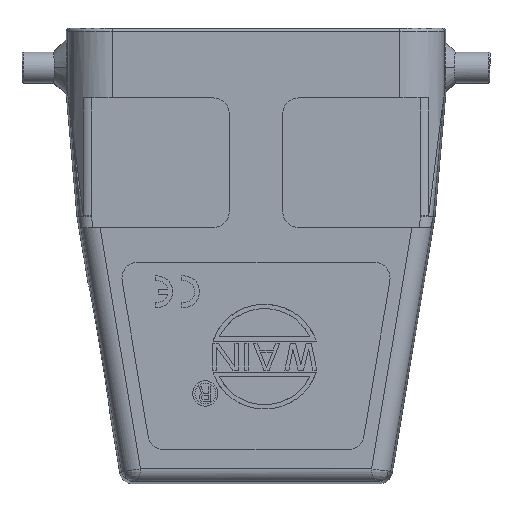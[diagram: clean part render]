
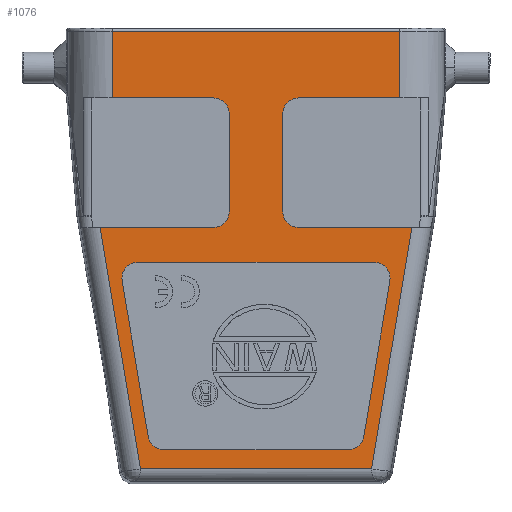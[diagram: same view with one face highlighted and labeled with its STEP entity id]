
A CAD part, front view. The second image highlights one B-rep face of the part: STEP entity #1076.
In plain terms, the highlighted planar face has unit normal (0, -1, 0).
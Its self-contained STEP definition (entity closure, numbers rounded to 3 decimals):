
#443=CIRCLE('',#7653,2.5);
#562=CIRCLE('',#7989,2.5);
#565=CIRCLE('',#7994,2.5);
#601=CIRCLE('',#8091,2.5);
#604=CIRCLE('',#8097,2.5);
#605=CIRCLE('',#8099,2.5);
#606=CIRCLE('',#8100,2.5);
#607=CIRCLE('',#8101,2.5);
#673=FACE_BOUND('',#2164,.T.);
#674=FACE_BOUND('',#2165,.T.);
#1076=ADVANCED_FACE('',(#673,#674),#1332,.F.);
#1332=PLANE('',#8102);
#2164=EDGE_LOOP('',(#4152,#4153,#4154,#4155,#4156,#4157,#4158,#4159));
#2165=EDGE_LOOP('',(#4160,#4161,#4162,#4163,#4164,#4165,#4166,#4167,#4168,
#4169,#4170,#4171,#4172,#4173,#4174,#4175));
#4152=ORIENTED_EDGE('',*,*,#6121,.F.);
#4153=ORIENTED_EDGE('',*,*,#5335,.F.);
#4154=ORIENTED_EDGE('',*,*,#6122,.F.);
#4155=ORIENTED_EDGE('',*,*,#6123,.F.);
#4156=ORIENTED_EDGE('',*,*,#6124,.F.);
#4157=ORIENTED_EDGE('',*,*,#6125,.F.);
#4158=ORIENTED_EDGE('',*,*,#6126,.F.);
#4159=ORIENTED_EDGE('',*,*,#6127,.F.);
#4160=ORIENTED_EDGE('',*,*,#6118,.F.);
#4161=ORIENTED_EDGE('',*,*,#6113,.F.);
#4162=ORIENTED_EDGE('',*,*,#6111,.F.);
#4163=ORIENTED_EDGE('',*,*,#6108,.F.);
#4164=ORIENTED_EDGE('',*,*,#6106,.T.);
#4165=ORIENTED_EDGE('',*,*,#5959,.F.);
#4166=ORIENTED_EDGE('',*,*,#5947,.F.);
#4167=ORIENTED_EDGE('',*,*,#5945,.F.);
#4168=ORIENTED_EDGE('',*,*,#5940,.F.);
#4169=ORIENTED_EDGE('',*,*,#5941,.F.);
#4170=ORIENTED_EDGE('',*,*,#5935,.F.);
#4171=ORIENTED_EDGE('',*,*,#5933,.T.);
#4172=ORIENTED_EDGE('',*,*,#5926,.T.);
#4173=ORIENTED_EDGE('',*,*,#6094,.T.);
#4174=ORIENTED_EDGE('',*,*,#6092,.F.);
#4175=ORIENTED_EDGE('',*,*,#6120,.F.);
#4552=VERTEX_POINT('',#10677);
#4554=VERTEX_POINT('',#10680);
#4948=VERTEX_POINT('',#13402);
#4952=VERTEX_POINT('',#13411);
#4955=VERTEX_POINT('',#13422);
#4957=VERTEX_POINT('',#13428);
#4958=VERTEX_POINT('',#13432);
#4961=VERTEX_POINT('',#13437);
#4963=VERTEX_POINT('',#13448);
#4964=VERTEX_POINT('',#13452);
#4972=VERTEX_POINT('',#13618);
#5045=VERTEX_POINT('',#14354);
#5047=VERTEX_POINT('',#14358);
#5053=VERTEX_POINT('',#14764);
#5054=VERTEX_POINT('',#14771);
#5056=VERTEX_POINT('',#14784);
#5057=VERTEX_POINT('',#14788);
#5059=VERTEX_POINT('',#14794);
#5061=VERTEX_POINT('',#14804);
#5062=VERTEX_POINT('',#14806);
#5063=VERTEX_POINT('',#14808);
#5064=VERTEX_POINT('',#14810);
#5065=VERTEX_POINT('',#14812);
#5066=VERTEX_POINT('',#14814);
#5335=EDGE_CURVE('',#4552,#4554,#443,.T.);
#5926=EDGE_CURVE('',#4952,#4948,#6734,.T.);
#5933=EDGE_CURVE('',#4955,#4952,#6736,.T.);
#5935=EDGE_CURVE('',#4955,#4957,#6738,.T.);
#5940=EDGE_CURVE('',#4961,#4958,#6743,.T.);
#5941=EDGE_CURVE('',#4957,#4961,#562,.T.);
#5945=EDGE_CURVE('',#4958,#4963,#565,.T.);
#5947=EDGE_CURVE('',#4963,#4964,#6746,.T.);
#5959=EDGE_CURVE('',#4964,#4972,#6747,.T.);
#6092=EDGE_CURVE('',#5047,#5045,#6808,.T.);
#6094=EDGE_CURVE('',#4948,#5045,#6809,.T.);
#6106=EDGE_CURVE('',#5053,#4972,#6812,.T.);
#6108=EDGE_CURVE('',#5053,#5054,#6813,.T.);
#6111=EDGE_CURVE('',#5054,#5056,#6815,.T.);
#6113=EDGE_CURVE('',#5056,#5057,#601,.T.);
#6118=EDGE_CURVE('',#5057,#5059,#6820,.T.);
#6120=EDGE_CURVE('',#5059,#5047,#604,.T.);
#6121=EDGE_CURVE('',#4554,#5061,#6821,.T.);
#6122=EDGE_CURVE('',#5062,#4552,#6822,.T.);
#6123=EDGE_CURVE('',#5063,#5062,#605,.T.);
#6124=EDGE_CURVE('',#5064,#5063,#6823,.T.);
#6125=EDGE_CURVE('',#5065,#5064,#606,.T.);
#6126=EDGE_CURVE('',#5066,#5065,#6824,.T.);
#6127=EDGE_CURVE('',#5061,#5066,#607,.T.);
#6734=LINE('',#13410,#7422);
#6736=LINE('',#13423,#7424);
#6738=LINE('',#13427,#7426);
#6743=LINE('',#13438,#7431);
#6746=LINE('',#13451,#7434);
#6747=LINE('',#13617,#7435);
#6808=LINE('',#14359,#7496);
#6809=LINE('',#14391,#7497);
#6812=LINE('',#14763,#7500);
#6813=LINE('',#14770,#7501);
#6815=LINE('',#14783,#7503);
#6820=LINE('',#14797,#7508);
#6821=LINE('',#14803,#7509);
#6822=LINE('',#14805,#7510);
#6823=LINE('',#14809,#7511);
#6824=LINE('',#14813,#7512);
#7422=VECTOR('',#9544,1.);
#7424=VECTOR('',#9560,1.);
#7426=VECTOR('',#9564,1.);
#7431=VECTOR('',#9571,1.);
#7434=VECTOR('',#9590,1.);
#7435=VECTOR('',#9595,1.);
#7496=VECTOR('',#9828,1.);
#7497=VECTOR('',#9831,1.);
#7500=VECTOR('',#9840,1.);
#7501=VECTOR('',#9843,1.);
#7503=VECTOR('',#9847,1.);
#7508=VECTOR('',#9860,1.);
#7509=VECTOR('',#9871,1.);
#7510=VECTOR('',#9872,1.);
#7511=VECTOR('',#9875,1.);
#7512=VECTOR('',#9878,1.);
#7653=AXIS2_PLACEMENT_3D('',#10679,#8549,#8550);
#7989=AXIS2_PLACEMENT_3D('',#13440,#9574,#9575);
#7994=AXIS2_PLACEMENT_3D('',#13447,#9585,#9586);
#8091=AXIS2_PLACEMENT_3D('',#14787,#9851,#9852);
#8097=AXIS2_PLACEMENT_3D('',#14801,#9867,#9868);
#8099=AXIS2_PLACEMENT_3D('',#14807,#9873,#9874);
#8100=AXIS2_PLACEMENT_3D('',#14811,#9876,#9877);
#8101=AXIS2_PLACEMENT_3D('',#14815,#9879,#9880);
#8102=AXIS2_PLACEMENT_3D('',#14816,#9881,#9882);
#8549=DIRECTION('',(0.,-1.,0.));
#8550=DIRECTION('',(-0.986,0.,-0.165));
#9544=DIRECTION('',(-1.,0.,0.));
#9560=DIRECTION('',(0.,0.,1.));
#9564=DIRECTION('',(-1.,0.,0.));
#9571=DIRECTION('',(0.,0.,-1.));
#9574=DIRECTION('',(0.,-1.,0.));
#9575=DIRECTION('',(0.,0.,1.));
#9585=DIRECTION('',(0.,-1.,0.));
#9586=DIRECTION('',(-1.,0.,0.));
#9590=DIRECTION('',(1.,0.,0.));
#9595=DIRECTION('',(-0.165,0.,-0.986));
#9828=DIRECTION('',(-1.,0.,0.));
#9831=DIRECTION('',(0.,0.,-1.));
#9840=DIRECTION('',(1.,0.,0.));
#9843=DIRECTION('',(-0.165,0.,0.986));
#9847=DIRECTION('',(1.,0.,0.));
#9851=DIRECTION('',(0.,-1.,0.));
#9852=DIRECTION('',(0.,0.,-1.));
#9860=DIRECTION('',(0.,0.,1.));
#9867=DIRECTION('',(0.,-1.,0.));
#9868=DIRECTION('',(1.,0.,0.));
#9871=DIRECTION('',(1.,0.,0.));
#9872=DIRECTION('',(0.165,0.,-0.986));
#9873=DIRECTION('',(0.,-1.,0.));
#9874=DIRECTION('',(0.,0.,1.));
#9875=DIRECTION('',(-1.,0.,0.));
#9876=DIRECTION('',(0.,-1.,0.));
#9877=DIRECTION('',(0.986,0.,-0.165));
#9878=DIRECTION('',(0.165,0.,0.986));
#9879=DIRECTION('',(0.,-1.,0.));
#9880=DIRECTION('',(0.,0.,-1.));
#9881=DIRECTION('',(0.,1.,0.));
#9882=DIRECTION('',(0.,0.,1.));
#10677=CARTESIAN_POINT('',(-17.049,-21.5,-64.537));
#10679=CARTESIAN_POINT('',(-14.583,-21.5,-64.125));
#10680=CARTESIAN_POINT('',(-14.583,-21.5,-66.625));
#13402=CARTESIAN_POINT('',(-22.746,-21.5,-0.5));
#13410=CARTESIAN_POINT('',(22.746,-21.5,-0.5));
#13411=CARTESIAN_POINT('',(22.746,-21.5,-0.5));
#13422=CARTESIAN_POINT('',(22.746,-21.5,-11.));
#13423=CARTESIAN_POINT('',(22.746,-21.5,-11.));
#13427=CARTESIAN_POINT('',(22.746,-21.5,-11.));
#13428=CARTESIAN_POINT('',(6.75,-21.5,-11.));
#13432=CARTESIAN_POINT('',(4.25,-21.5,-29.));
#13437=CARTESIAN_POINT('',(4.25,-21.5,-13.5));
#13438=CARTESIAN_POINT('',(4.25,-21.5,-13.5));
#13440=CARTESIAN_POINT('',(6.75,-21.5,-13.5));
#13447=CARTESIAN_POINT('',(6.75,-21.5,-29.));
#13448=CARTESIAN_POINT('',(6.75,-21.5,-31.5));
#13451=CARTESIAN_POINT('',(6.75,-21.5,-31.5));
#13452=CARTESIAN_POINT('',(24.658,-21.5,-31.5));
#13617=CARTESIAN_POINT('',(24.658,-21.5,-31.5));
#13618=CARTESIAN_POINT('',(18.272,-21.5,-69.659));
#14354=CARTESIAN_POINT('',(-22.746,-21.5,-11.));
#14358=CARTESIAN_POINT('',(-6.75,-21.5,-11.));
#14359=CARTESIAN_POINT('',(-6.75,-21.5,-11.));
#14391=CARTESIAN_POINT('',(-22.746,-21.5,-0.5));
#14763=CARTESIAN_POINT('',(-18.272,-21.5,-69.659));
#14764=CARTESIAN_POINT('',(-18.272,-21.5,-69.659));
#14770=CARTESIAN_POINT('',(-18.272,-21.5,-69.659));
#14771=CARTESIAN_POINT('',(-24.658,-21.5,-31.5));
#14783=CARTESIAN_POINT('',(-24.658,-21.5,-31.5));
#14784=CARTESIAN_POINT('',(-6.75,-21.5,-31.5));
#14787=CARTESIAN_POINT('',(-6.75,-21.5,-29.));
#14788=CARTESIAN_POINT('',(-4.25,-21.5,-29.));
#14794=CARTESIAN_POINT('',(-4.25,-21.5,-13.5));
#14797=CARTESIAN_POINT('',(-4.25,-21.5,-29.));
#14801=CARTESIAN_POINT('',(-6.75,-21.5,-13.5));
#14803=CARTESIAN_POINT('',(-14.583,-21.5,-66.625));
#14804=CARTESIAN_POINT('',(14.583,-21.5,-66.625));
#14805=CARTESIAN_POINT('',(-21.17,-21.5,-39.913));
#14806=CARTESIAN_POINT('',(-21.17,-21.5,-39.913));
#14807=CARTESIAN_POINT('',(-18.704,-21.5,-39.5));
#14808=CARTESIAN_POINT('',(-18.704,-21.5,-37.));
#14809=CARTESIAN_POINT('',(18.704,-21.5,-37.));
#14810=CARTESIAN_POINT('',(18.704,-21.5,-37.));
#14811=CARTESIAN_POINT('',(18.704,-21.5,-39.5));
#14812=CARTESIAN_POINT('',(21.17,-21.5,-39.913));
#14813=CARTESIAN_POINT('',(17.049,-21.5,-64.537));
#14814=CARTESIAN_POINT('',(17.049,-21.5,-64.537));
#14815=CARTESIAN_POINT('',(14.583,-21.5,-64.125));
#14816=CARTESIAN_POINT('',(0.,-21.5,0.));
